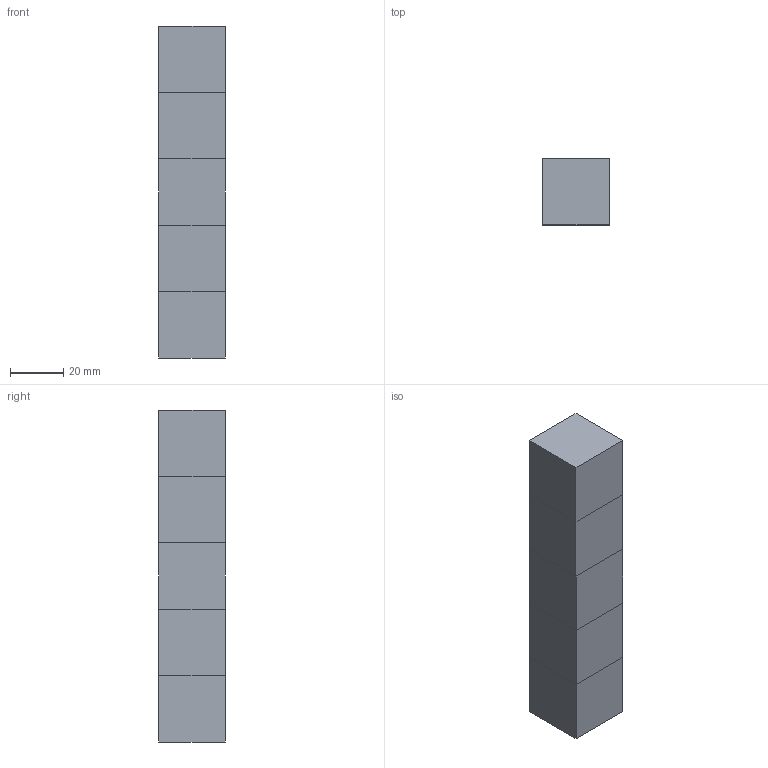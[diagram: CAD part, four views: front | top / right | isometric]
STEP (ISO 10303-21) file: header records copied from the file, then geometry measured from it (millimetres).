
FILE_DESCRIPTION(('FreeCAD Model'),'2;1');
FILE_NAME('Open CASCADE Shape Model','2022-11-28T01:17:46',(''),(''), 'Open CASCADE STEP processor 7.6','FreeCAD','Unknown');
FILE_SCHEMA(('AUTOMOTIVE_DESIGN { 1 0 10303 214 1 1 1 1 }'));
Length unit declared in the file: millimetre
Products named in the file (6): Unbenannt2; Würfel_Grün_001; Würfel_Rot_001; Würfel_Rot_002; Würfel_Grün_002; Würfel_Grün_003
Assembly tree (5 placements, depth 2):
  Unbenannt2
    Würfel_Grün_001
    Würfel_Rot_001
    Würfel_Rot_002
    Würfel_Grün_002
    Würfel_Grün_003
Bounding box: 25 x 25 x 125 mm (x, y, z)
Volume: 78125 mm3; surface area: 18750 mm2
Topology: 5 solids, 5 shells, 30 faces, 60 edges, 40 vertices
Faces by surface type: plane 30
Entity records: 1689 total; most frequent: CARTESIAN_POINT 256, DIRECTION 252, LINE 180, VECTOR 180, ORIENTED_EDGE 120, PCURVE 120, DEFINITIONAL_REPRESENTATION 120, EDGE_CURVE 60
